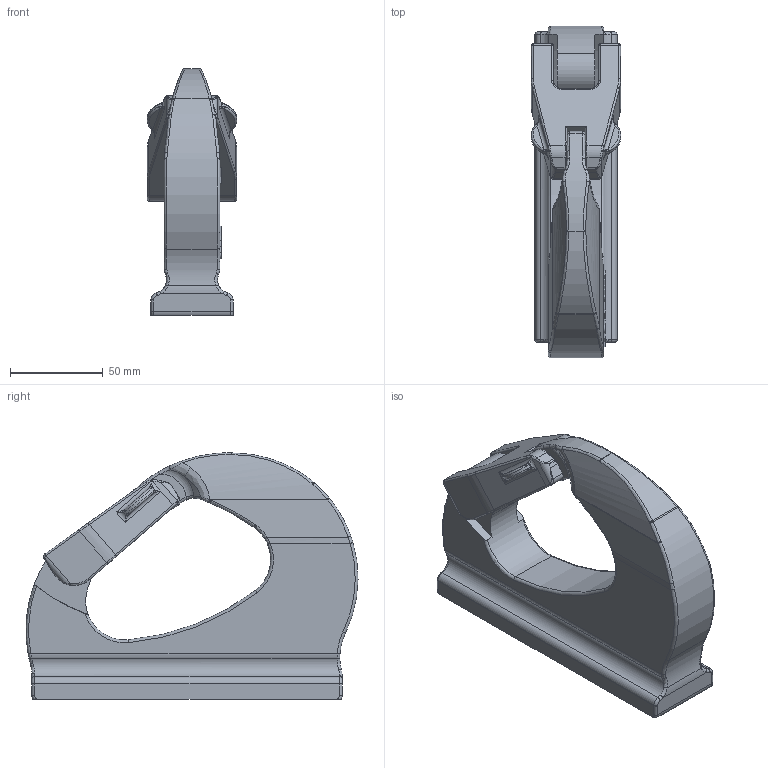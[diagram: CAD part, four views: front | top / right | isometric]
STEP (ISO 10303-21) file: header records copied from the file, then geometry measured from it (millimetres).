
FILE_DESCRIPTION(('CATIA V5 STEP Exchange'),'2;1');
FILE_NAME('8-081-05.stp','2014-04-25T08:49:39+00:00',('none'),('none'),'CATIA Version 5 Release 21 GA (IN-10)','CATIA V5 STEP AP214','none');
FILE_SCHEMA(('AUTOMOTIVE_DESIGN { 1 0 10303 214 1 1 1 1 }'));
Length unit declared in the file: millimetre
Products named in the file (1): 8-081-05
Bounding box: 48.08 x 178.61 x 132.49 mm (x, y, z)
Volume: 443894.4 mm3; surface area: 60892.7 mm2
Topology: 1 solids, 1 shells, 535 faces, 1393 edges, 858 vertices
Faces by surface type: plane 260, bspline 120, cylinder 93, torus 56, sphere 4, cone 2
Entity records: 22545 total; most frequent: CARTESIAN_POINT 11187, ORIENTED_EDGE 2770, DIRECTION 1594, EDGE_CURVE 1385, VERTEX_POINT 858, VECTOR 613, LINE 613, AXIS2_PLACEMENT_3D 595
